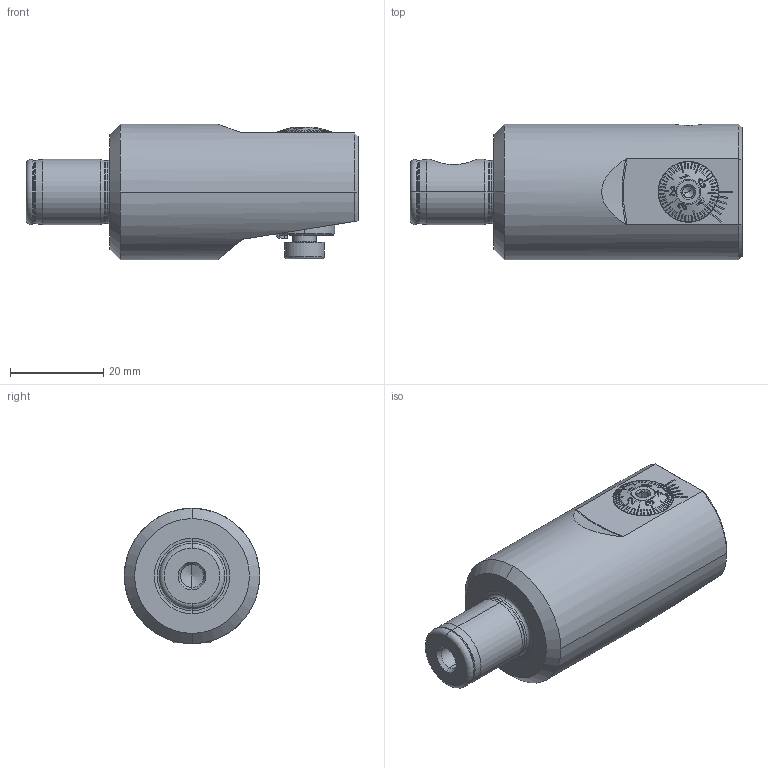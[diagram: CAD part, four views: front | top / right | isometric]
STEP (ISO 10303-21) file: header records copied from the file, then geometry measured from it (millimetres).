
FILE_DESCRIPTION (( 'STEP AP203' ), '1' );
FILE_NAME ('C04.025.031.056.STEP', '2021-01-20T15:31:07', ( '' ), ( '' ), 'SwSTEP 2.0', 'SolidWorks 2017', '' );
FILE_SCHEMA (( 'CONFIG_CONTROL_DESIGN' ));
Length unit declared in the file: millimetre
Products named in the file (16): F25-BG2.010.011_A; Klebstoff D5; DIN 7984 - M5 x 8; F25-BG2.013.004_A; F25-BG3.005.018_B; F25-BG1.009.006_A; F25-BG1.DA4.013_Standardt; C04.025.031.056; DIN 3771 - 11x1; ISO 4026 - M5 x 6_PreviewCfg; WH2-F25.AA3.056_A_Aktuell 06.2014-180ø-M1x2 Abstand+0.7 versetzt 0.62 ; F25-BG2.008.009_A; Fxx-MAB.xxx.xxx_A_F25-DA3; T7 M2.5 x 6_PreviewCfg; F25-BG2.013.003_A; F25-BG1.DA3.013_A_Aktuell 06.2014-M1x2
Assembly tree (15 placements, depth 3):
  C04.025.031.056
    WH2-F25.AA3.056_A_Aktuell 06.2014-180ø-M1x2 Abstand+0.7 versetzt 0.62 
    F25-BG1.DA4.013_Standardt
      F25-BG1.DA3.013_A_Aktuell 06.2014-M1x2
      F25-BG2.010.011_A
      F25-BG2.013.003_A
      F25-BG2.013.004_A
      DIN 3771 - 11x1
      F25-BG2.008.009_A
      F25-BG1.009.006_A
      Fxx-MAB.xxx.xxx_A_F25-DA3
    T7 M2.5 x 6_PreviewCfg
    ISO 4026 - M5 x 6_PreviewCfg
    Klebstoff D5
    F25-BG3.005.018_B
    DIN 7984 - M5 x 8
Bounding box: 71.15 x 29 x 29 mm (x, y, z)
Volume: 32991.8 mm3; surface area: 12801.3 mm2
Topology: 14 solids, 14 shells, 671 faces, 1734 edges, 1094 vertices
Faces by surface type: plane 310, cone 167, cylinder 109, torus 50, bspline 35
Entity records: 24792 total; most frequent: CARTESIAN_POINT 7513, ORIENTED_EDGE 3444, DIRECTION 2985, EDGE_CURVE 1722, AXIS2_PLACEMENT_3D 1145, VERTEX_POINT 1094, EDGE_LOOP 720, LINE 695
